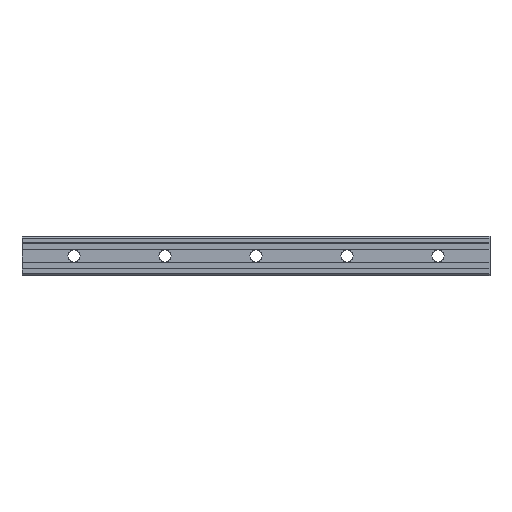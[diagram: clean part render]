
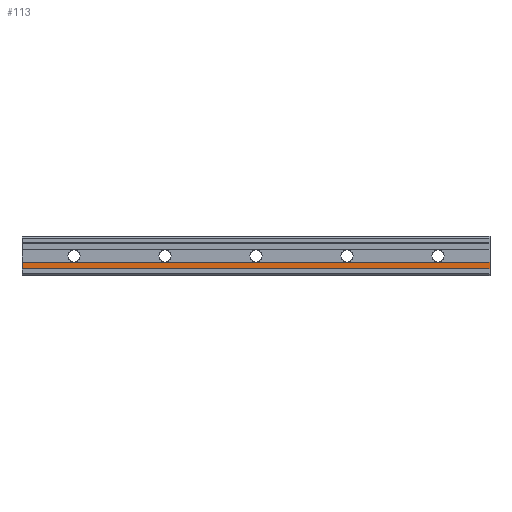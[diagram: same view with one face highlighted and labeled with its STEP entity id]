
A CAD part, front view. The second image highlights one B-rep face of the part: STEP entity #113.
In plain terms, the highlighted planar face has unit normal (0, -1, 0).
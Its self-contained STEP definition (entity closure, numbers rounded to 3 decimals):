
#30 = CARTESIAN_POINT ( 'NONE',  ( 480., 0.5, -7.5 ) ) ;
#113 = ADVANCED_FACE ( 'NONE', ( #1527 ), #707, .F. ) ;
#121 = CARTESIAN_POINT ( 'NONE',  ( 480., 0.5, -14.5 ) ) ;
#199 = LINE ( 'NONE', #456, #887 ) ;
#291 = CARTESIAN_POINT ( 'NONE',  ( 480., 0.5, -7.5 ) ) ;
#354 = VERTEX_POINT ( 'NONE', #2157 ) ;
#379 = EDGE_CURVE ( 'NONE', #2105, #1380, #547, .T. ) ;
#397 = EDGE_CURVE ( 'NONE', #1380, #354, #199, .T. ) ;
#428 = EDGE_LOOP ( 'NONE', ( #937, #2374, #1704, #2365 ) ) ;
#454 = VECTOR ( 'NONE', #2027, 1000. ) ;
#456 = CARTESIAN_POINT ( 'NONE',  ( 480., 0.5, -14.5 ) ) ;
#547 = LINE ( 'NONE', #1293, #454 ) ;
#578 = AXIS2_PLACEMENT_3D ( 'NONE', #30, #788, #1515 ) ;
#685 = CARTESIAN_POINT ( 'NONE',  ( -60., 0.5, -7.5 ) ) ;
#707 = PLANE ( 'NONE',  #578 ) ;
#788 = DIRECTION ( 'NONE',  ( 0., 1., 0. ) ) ;
#819 = DIRECTION ( 'NONE',  ( 0., 0., -1. ) ) ;
#887 = VECTOR ( 'NONE', #2050, 1000. ) ;
#932 = LINE ( 'NONE', #1935, #1308 ) ;
#937 = ORIENTED_EDGE ( 'NONE', *, *, #397, .F. ) ;
#1021 = EDGE_CURVE ( 'NONE', #2320, #354, #2148, .T. ) ;
#1060 = DIRECTION ( 'NONE',  ( 1., 0., 0. ) ) ;
#1293 = CARTESIAN_POINT ( 'NONE',  ( 480., 0.5, 22.211 ) ) ;
#1303 = EDGE_CURVE ( 'NONE', #2320, #2105, #932, .T. ) ;
#1308 = VECTOR ( 'NONE', #1060, 1000. ) ;
#1380 = VERTEX_POINT ( 'NONE', #121 ) ;
#1408 = CARTESIAN_POINT ( 'NONE',  ( -60., 0.5, 22.211 ) ) ;
#1430 = VECTOR ( 'NONE', #819, 1000. ) ;
#1515 = DIRECTION ( 'NONE',  ( 0., 0., 1. ) ) ;
#1527 = FACE_OUTER_BOUND ( 'NONE', #428, .T. ) ;
#1704 = ORIENTED_EDGE ( 'NONE', *, *, #1303, .F. ) ;
#1935 = CARTESIAN_POINT ( 'NONE',  ( 480., 0.5, -7.5 ) ) ;
#2027 = DIRECTION ( 'NONE',  ( 0., 0., -1. ) ) ;
#2050 = DIRECTION ( 'NONE',  ( -1., 0., 0. ) ) ;
#2105 = VERTEX_POINT ( 'NONE', #291 ) ;
#2148 = LINE ( 'NONE', #1408, #1430 ) ;
#2157 = CARTESIAN_POINT ( 'NONE',  ( -60., 0.5, -14.5 ) ) ;
#2320 = VERTEX_POINT ( 'NONE', #685 ) ;
#2365 = ORIENTED_EDGE ( 'NONE', *, *, #1021, .T. ) ;
#2374 = ORIENTED_EDGE ( 'NONE', *, *, #379, .F. ) ;
